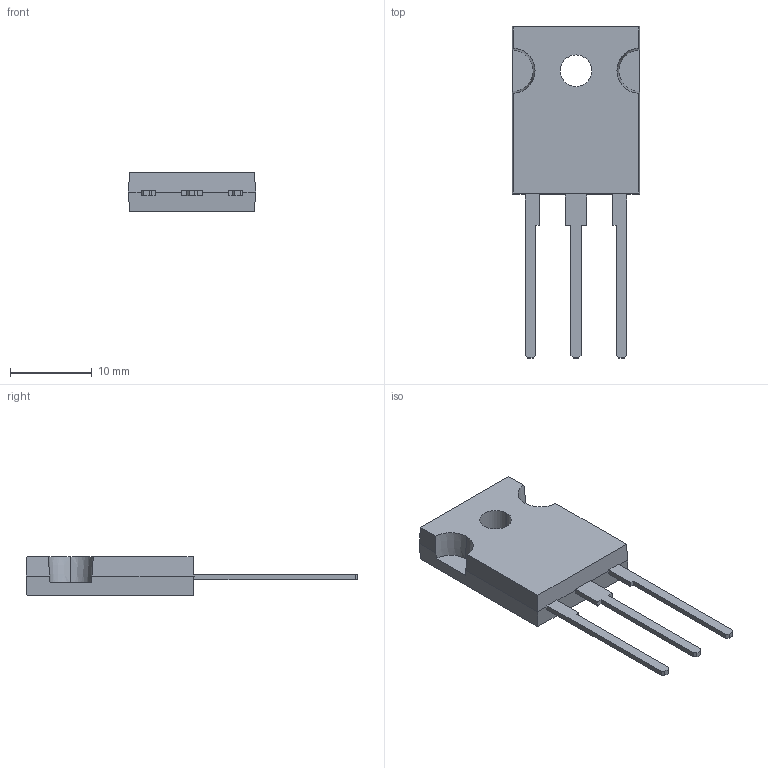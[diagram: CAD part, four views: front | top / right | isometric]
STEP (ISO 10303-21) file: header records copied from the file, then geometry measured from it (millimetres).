
FILE_DESCRIPTION (( 'STEP AP203' ), '1' );
FILE_NAME ('Fairchild 023N65S3.STEP', '2017-03-28T16:12:19', ( '' ), ( '' ), 'SwSTEP 2.0', 'SolidWorks 2016', '' );
FILE_SCHEMA (( 'CONFIG_CONTROL_DESIGN' ));
Length unit declared in the file: millimetre
Products named in the file (1): Fairchild 023N65S3
Bounding box: 15.5 x 40.5 x 4.7 mm (x, y, z)
Volume: 1400.2 mm3; surface area: 1243.5 mm2
Topology: 1 solids, 1 shells, 66 faces, 182 edges, 120 vertices
Faces by surface type: plane 59, cylinder 4, cone 3
Entity records: 2157 total; most frequent: CARTESIAN_POINT 393, ORIENTED_EDGE 364, DIRECTION 322, EDGE_CURVE 182, VECTOR 160, LINE 160, VERTEX_POINT 120, AXIS2_PLACEMENT_3D 81
